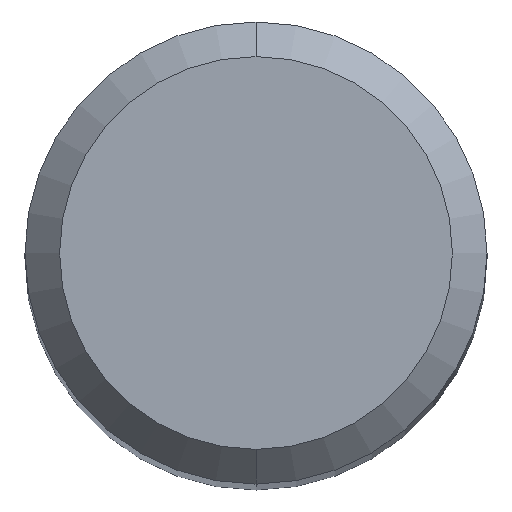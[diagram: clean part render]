
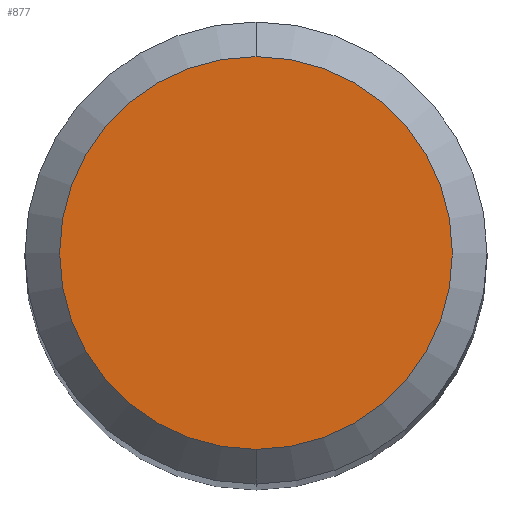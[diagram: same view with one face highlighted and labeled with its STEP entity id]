
A CAD part, top view. The second image highlights one B-rep face of the part: STEP entity #877.
In plain terms, the highlighted planar face has unit normal (0, 0, 1).
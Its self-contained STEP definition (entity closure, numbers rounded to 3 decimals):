
#451=VERTEX_POINT('',#1138);
#467=EDGE_CURVE('',#853,#451,#1156,.T.);
#543=EDGE_CURVE('',#451,#853,#1238,.T.);
#853=VERTEX_POINT('',#1575);
#877=ADVANCED_FACE('',(#1601),#1602,.T.);
#1138=CARTESIAN_POINT('',(0.0,1.7,0.0));
#1156=CIRCLE('',#2388,1.7);
#1238=CIRCLE('',#2557,1.7);
#1575=CARTESIAN_POINT('',(0.,-1.7,0.0));
#1601=FACE_OUTER_BOUND('',#4408,.T.);
#1602=PLANE('',#4409);
#2388=AXIS2_PLACEMENT_3D('',#5410,#5411,#5412);
#2557=AXIS2_PLACEMENT_3D('',#5543,#5544,#5545);
#4408=EDGE_LOOP('',(#5885,#5886));
#4409=AXIS2_PLACEMENT_3D('',#5887,#5888,#5889);
#5410=CARTESIAN_POINT('',(0.0,0.0,0.0));
#5411=DIRECTION('',(0.0,0.0,-1.0));
#5412=DIRECTION('',(0.0,1.0,0.0));
#5543=CARTESIAN_POINT('',(0.0,0.0,0.0));
#5544=DIRECTION('',(0.0,0.0,-1.0));
#5545=DIRECTION('',(0.0,1.0,0.0));
#5885=ORIENTED_EDGE('',*,*,#543,.F.);
#5886=ORIENTED_EDGE('',*,*,#467,.F.);
#5887=CARTESIAN_POINT('',(0.0,0.85,0.0));
#5888=DIRECTION('',(-0.0,0.0,1.0));
#5889=DIRECTION('',(0.0,-1.0,0.0));
